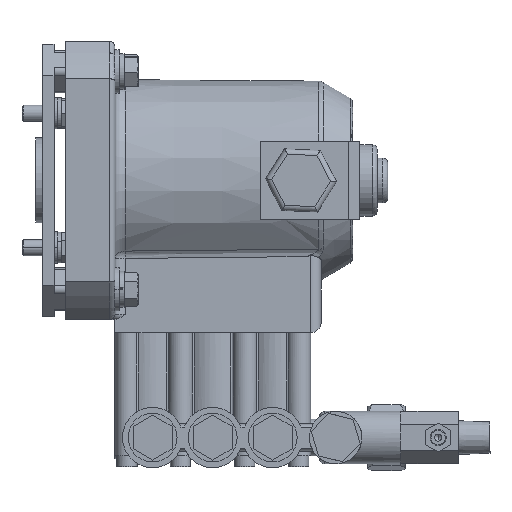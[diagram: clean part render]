
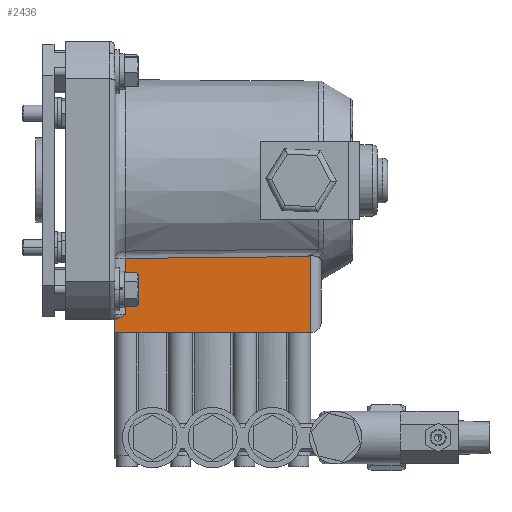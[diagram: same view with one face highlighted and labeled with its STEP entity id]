
A CAD part, front view. The second image highlights one B-rep face of the part: STEP entity #2436.
In plain terms, the highlighted planar face has unit normal (0, -1, 0).
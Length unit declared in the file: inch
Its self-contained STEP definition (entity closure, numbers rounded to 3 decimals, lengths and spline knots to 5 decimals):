
#557 = CARTESIAN_POINT ( 'NONE',  ( 0.2, -1.31, -2.55 ) ) ;
#1335 = CARTESIAN_POINT ( 'NONE',  ( 3.67204, -1.31, -1.44551 ) ) ;
#1448 = ORIENTED_EDGE ( 'NONE', *, *, #11015, .F. ) ;
#2243 = ORIENTED_EDGE ( 'NONE', *, *, #18220, .T. ) ;
#2436 = ADVANCED_FACE ( 'NONE', ( #17491 ), #19517, .T. ) ;
#2540 = CARTESIAN_POINT ( 'NONE',  ( 3.64294, -1.31, -1.4516 ) ) ;
#3435 = CARTESIAN_POINT ( 'NONE',  ( 0.08931, -1.31, -2.62043 ) ) ;
#4552 = ORIENTED_EDGE ( 'NONE', *, *, #24784, .T. ) ;
#4723 = DIRECTION ( 'NONE',  ( 0., 0., -1. ) ) ;
#5195 = CARTESIAN_POINT ( 'NONE',  ( 3.70109, -1.31, -1.43913 ) ) ;
#6158 = CARTESIAN_POINT ( 'NONE',  ( 0.03693, -1.31, -2.64141 ) ) ;
#6179 = VERTEX_POINT ( 'NONE', #19229 ) ;
#6271 = EDGE_LOOP ( 'NONE', ( #13951, #17636, #16473, #29025, #4552, #2243, #1448 ) ) ;
#6648 = CARTESIAN_POINT ( 'NONE',  ( 3.73, -1.31, -2.9 ) ) ;
#6942 = VERTEX_POINT ( 'NONE', #19783 ) ;
#6978 = VECTOR ( 'NONE', #20210, 39.37008 ) ;
#7153 = EDGE_CURVE ( 'NONE', #6942, #17494, #19518, .T. ) ;
#8665 = LINE ( 'NONE', #22787, #18373 ) ;
#8683 = EDGE_CURVE ( 'NONE', #28400, #26634, #33662, .T. ) ;
#8850 = CARTESIAN_POINT ( 'NONE',  ( 0., -1.31, -2.64852 ) ) ;
#9147 = DIRECTION ( 'NONE',  ( 0., 0., 1. ) ) ;
#9395 = DIRECTION ( 'NONE',  ( 0., -1., 0. ) ) ;
#10722 = CARTESIAN_POINT ( 'NONE',  ( 0.2, -1.31, -1.48607 ) ) ;
#11015 = EDGE_CURVE ( 'NONE', #6942, #6179, #8665, .T. ) ;
#11255 = EDGE_CURVE ( 'NONE', #26634, #14217, #18346, .T. ) ;
#11272 = VECTOR ( 'NONE', #11703, 39.37008 ) ;
#11423 = CARTESIAN_POINT ( 'NONE',  ( 0., -1.31, -2.9 ) ) ;
#11703 = DIRECTION ( 'NONE',  ( 1., 0., 0. ) ) ;
#11841 = VECTOR ( 'NONE', #4723, 39.37008 ) ;
#13337 = B_SPLINE_CURVE_WITH_KNOTS ( 'NONE', 3,
 ( #557, #16994, #19733, #3435, #22499, #6158, #25223, #8850 ),
 .UNSPECIFIED., .F., .F.,
 ( 4, 2, 2, 4 ),
 ( -0.00001, 0.00284, 0.00427, 0.0057 ),
 .UNSPECIFIED. ) ;
#13696 = CARTESIAN_POINT ( 'NONE',  ( 3.73, -1.31, -2.9 ) ) ;
#13951 = ORIENTED_EDGE ( 'NONE', *, *, #7153, .T. ) ;
#14217 = VERTEX_POINT ( 'NONE', #15314 ) ;
#14791 = VERTEX_POINT ( 'NONE', #26824 ) ;
#15146 = EDGE_CURVE ( 'NONE', #17494, #28400, #33445, .T. ) ;
#15314 = CARTESIAN_POINT ( 'NONE',  ( 0.2, -1.31, -1.48607 ) ) ;
#16473 = ORIENTED_EDGE ( 'NONE', *, *, #8683, .T. ) ;
#16994 = CARTESIAN_POINT ( 'NONE',  ( 0.1694, -1.31, -2.57164 ) ) ;
#17491 = FACE_OUTER_BOUND ( 'NONE', #6271, .T. ) ;
#17494 = VERTEX_POINT ( 'NONE', #13696 ) ;
#17636 = ORIENTED_EDGE ( 'NONE', *, *, #15146, .T. ) ;
#18220 = EDGE_CURVE ( 'NONE', #14791, #6179, #13337, .T. ) ;
#18346 = B_SPLINE_CURVE_WITH_KNOTS ( 'NONE', 3,
 ( #2540, #24207, #27080, #10722 ),
 .UNSPECIFIED., .F., .F.,
 ( 4, 4 ),
 ( 0.00729, 0.09475 ),
 .UNSPECIFIED. ) ;
#18373 = VECTOR ( 'NONE', #9147, 39.37008 ) ;
#19229 = CARTESIAN_POINT ( 'NONE',  ( 0., -1.31, -2.64852 ) ) ;
#19517 = PLANE ( 'NONE',  #31741 ) ;
#19518 = LINE ( 'NONE', #11423, #11272 ) ;
#19733 = CARTESIAN_POINT ( 'NONE',  ( 0.13869, -1.31, -2.59339 ) ) ;
#19783 = CARTESIAN_POINT ( 'NONE',  ( 0., -1.31, -2.9 ) ) ;
#20210 = DIRECTION ( 'NONE',  ( 0., 0., 1. ) ) ;
#21032 = CARTESIAN_POINT ( 'NONE',  ( 0.2, -1.31, -2.9 ) ) ;
#22499 = CARTESIAN_POINT ( 'NONE',  ( 0.07215, -1.31, -2.62856 ) ) ;
#22787 = CARTESIAN_POINT ( 'NONE',  ( 0., -1.31, -2.9 ) ) ;
#24207 = CARTESIAN_POINT ( 'NONE',  ( 2.49529, -1.31, -1.46316 ) ) ;
#24784 = EDGE_CURVE ( 'NONE', #14217, #14791, #32801, .T. ) ;
#25223 = CARTESIAN_POINT ( 'NONE',  ( 0.01883, -1.31, -2.6462 ) ) ;
#25888 = DIRECTION ( 'NONE',  ( 0., 0., -1. ) ) ;
#26634 = VERTEX_POINT ( 'NONE', #30171 ) ;
#26824 = CARTESIAN_POINT ( 'NONE',  ( 0.2, -1.31, -2.55 ) ) ;
#27080 = CARTESIAN_POINT ( 'NONE',  ( 1.34765, -1.31, -1.47465 ) ) ;
#28400 = VERTEX_POINT ( 'NONE', #31284 ) ;
#29025 = ORIENTED_EDGE ( 'NONE', *, *, #11255, .T. ) ;
#30171 = CARTESIAN_POINT ( 'NONE',  ( 3.64294, -1.31, -1.4516 ) ) ;
#31284 = CARTESIAN_POINT ( 'NONE',  ( 3.73, -1.31, -1.43216 ) ) ;
#31302 = CARTESIAN_POINT ( 'NONE',  ( 0., -1.31, -2.9 ) ) ;
#31741 = AXIS2_PLACEMENT_3D ( 'NONE', #31302, #9395, #25888 ) ;
#32527 = CARTESIAN_POINT ( 'NONE',  ( 3.73, -1.31, -1.43216 ) ) ;
#32801 = LINE ( 'NONE', #21032, #11841 ) ;
#33445 = LINE ( 'NONE', #6648, #6978 ) ;
#33487 = CARTESIAN_POINT ( 'NONE',  ( 3.64294, -1.31, -1.4516 ) ) ;
#33662 = B_SPLINE_CURVE_WITH_KNOTS ( 'NONE', 3,
 ( #32527, #5195, #1335, #33487 ),
 .UNSPECIFIED., .F., .F.,
 ( 4, 4 ),
 ( 0., 0.00227 ),
 .UNSPECIFIED. ) ;
